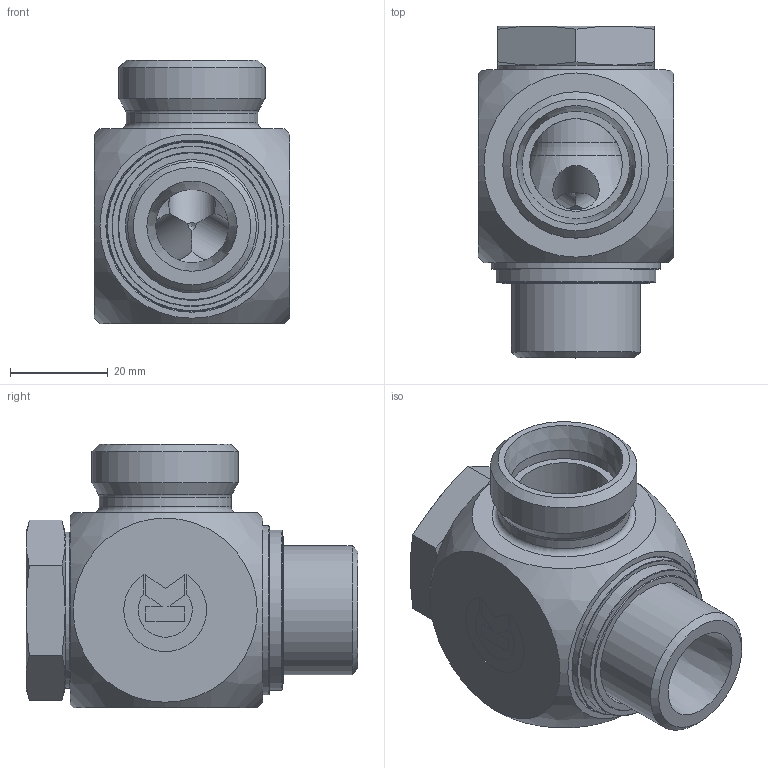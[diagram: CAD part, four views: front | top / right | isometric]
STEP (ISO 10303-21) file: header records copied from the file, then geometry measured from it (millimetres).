
FILE_DESCRIPTION((''),'2;1');
FILE_NAME('80771226830.stp','2014-09-05T19:36:25',(''),('KNOMI spol. s r. o.'),'Autodesk Inventor 2012','Autodesk Inventor 2012','');
FILE_SCHEMA(('AUTOMOTIVE_DESIGN { 1 2 10303 214 0 1 1 1 }'));
Length unit declared in the file: millimetre
Products named in the file (7): SPER2 22LR G3/4 / M30x2 "pryž"; 7471 2 2730; 7092 45 1568; 602300020090; 8077068; 80775268; 80775168
Assembly tree (6 placements, depth 3):
  SPER2 22LR G3/4 / M30x2 "pryž"
    7471 2 2730
    7092 45 1568
    602300020090
    8077068
      80775268
      80775168
Bounding box: 40 x 68 x 54 mm (x, y, z)
Volume: 66863.9 mm3; surface area: 25859.2 mm2
Topology: 5 solids, 5 shells, 152 faces, 350 edges, 222 vertices
Faces by surface type: plane 74, cone 33, cylinder 31, torus 13, sphere 1
Full cylindrical faces by diameter (mm): 9.5 x3, 15 x1, 18 x1, 19 x1, 22 x1, 26.441 x1, 27 x1, 27.3 x1, 27.8 x1, 28 x1, 28.36 x3, 28.4 x1, 30 x1, 30.1 x2, 30.4 x2, 32 x1, 32.9 x1, 34.8 x1, 34.9 x1
Entity records: 4440 total; most frequent: CARTESIAN_POINT 951, DIRECTION 669, ORIENTED_EDGE 548, EDGE_CURVE 274, AXIS2_PLACEMENT_3D 270, EDGE_LOOP 240, VERTEX_POINT 204, STYLED_ITEM 157
